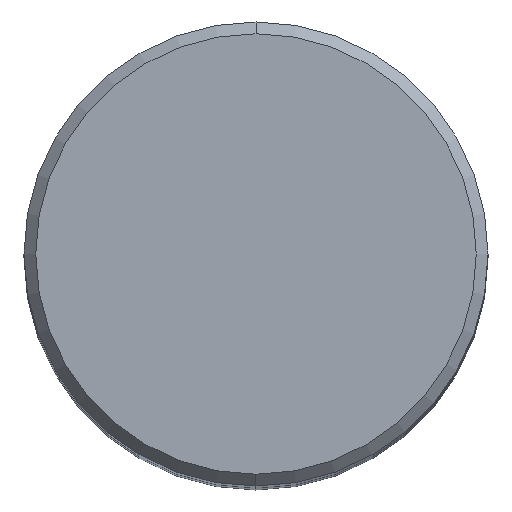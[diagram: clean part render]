
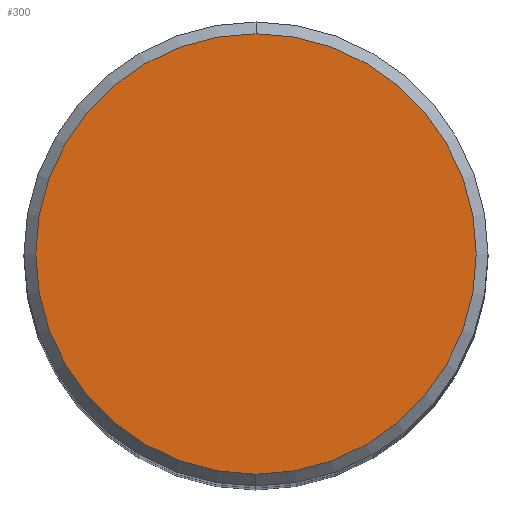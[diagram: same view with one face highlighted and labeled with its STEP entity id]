
A CAD part, top view. The second image highlights one B-rep face of the part: STEP entity #300.
In plain terms, the highlighted planar face has unit normal (0, 0, 1).
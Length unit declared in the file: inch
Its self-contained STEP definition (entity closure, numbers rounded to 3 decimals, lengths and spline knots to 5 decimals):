
#2 = AXIS2_PLACEMENT_3D ( 'NONE', #55, #203, #124 ) ;
#12 = DIRECTION ( 'NONE',  ( 0., 0., -1. ) ) ;
#16 = PLANE ( 'NONE',  #98 ) ;
#55 = CARTESIAN_POINT ( 'NONE',  ( 0., 0., 0. ) ) ;
#98 = AXIS2_PLACEMENT_3D ( 'NONE', #169, #12, #141 ) ;
#101 = EDGE_LOOP ( 'NONE', ( #361, #384 ) ) ;
#113 = CARTESIAN_POINT ( 'NONE',  ( 0., -0.3737, 0. ) ) ;
#124 = DIRECTION ( 'NONE',  ( 0., -1., 0. ) ) ;
#141 = DIRECTION ( 'NONE',  ( 0., 1., 0. ) ) ;
#169 = CARTESIAN_POINT ( 'NONE',  ( 0., 0.3737, 0. ) ) ;
#178 = FACE_OUTER_BOUND ( 'NONE', #101, .T. ) ;
#203 = DIRECTION ( 'NONE',  ( 0., 0., 1. ) ) ;
#212 = DIRECTION ( 'NONE',  ( 0., -1., 0. ) ) ;
#224 = CIRCLE ( 'NONE', #2, 0.3737 ) ;
#271 = VERTEX_POINT ( 'NONE', #113 ) ;
#280 = EDGE_CURVE ( 'NONE', #271, #351, #224, .T. ) ;
#284 = EDGE_CURVE ( 'NONE', #351, #271, #293, .T. ) ;
#293 = CIRCLE ( 'NONE', #296, 0.3737 ) ;
#296 = AXIS2_PLACEMENT_3D ( 'NONE', #374, #393, #212 ) ;
#300 = ADVANCED_FACE ( 'NONE', ( #178 ), #16, .F. ) ;
#351 = VERTEX_POINT ( 'NONE', #363 ) ;
#361 = ORIENTED_EDGE ( 'NONE', *, *, #284, .T. ) ;
#363 = CARTESIAN_POINT ( 'NONE',  ( 0., 0.3737, 0. ) ) ;
#374 = CARTESIAN_POINT ( 'NONE',  ( 0., 0., 0. ) ) ;
#384 = ORIENTED_EDGE ( 'NONE', *, *, #280, .T. ) ;
#393 = DIRECTION ( 'NONE',  ( 0., 0., 1. ) ) ;
